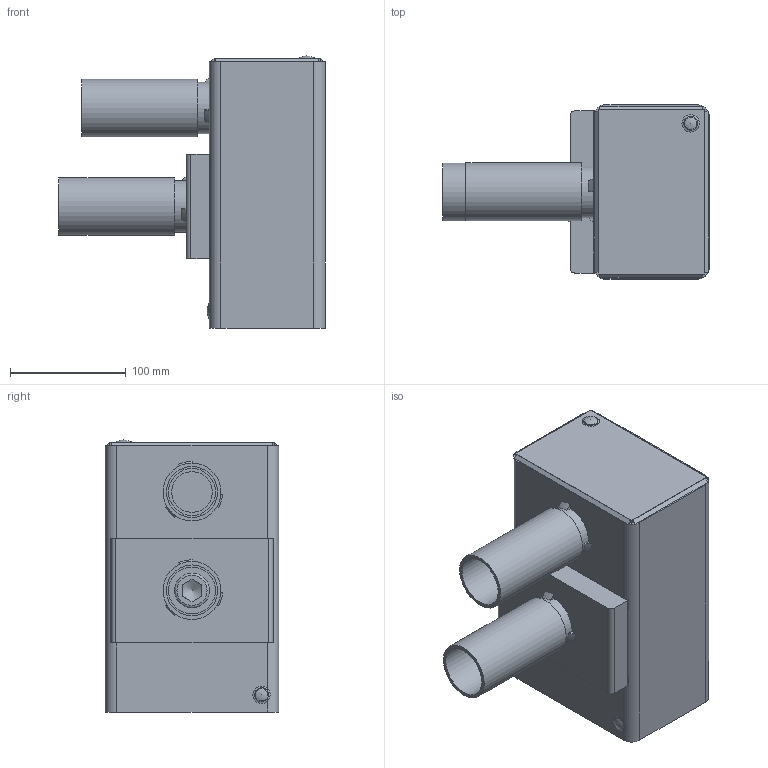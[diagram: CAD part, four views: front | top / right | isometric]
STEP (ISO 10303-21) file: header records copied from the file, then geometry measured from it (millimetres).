
FILE_DESCRIPTION(/* description */ (''),/* implementation_level */ '2;1');
FILE_NAME(/* name */ 'BWC 55-4 Komplett utsparingskasse.stp',/* time_stamp */ '2019-03-22T13:25:58+01:00',/* author */ ('Bruker'),/* organization */ (''),/* preprocessor_version */ 'ST-DEVELOPER v17',/* originating_system */ 'Autodesk Inventor 2018',/* authorisation */ '');
FILE_SCHEMA (('AUTOMOTIVE_DESIGN { 1 0 10303 214 3 1 1 }'));
Length unit declared in the file: millimetre
Products named in the file (9): BWC 55-4 Komplett utsparingskasse; BWC 55-4 Komplett utsparingskasse_1; BWC 55-4-1 Ytterrør; BWC 55-4-2 Bakplate; BWC 55-4-3 Topp-plate; BWC 55-4-4 Rør; BWC 55-4-5 PE-lettrør; Umbrako skrue M20x110; Plasttopp Ø12
Assembly tree (11 placements, depth 2):
  BWC 55-4 Komplett utsparingskasse
    BWC 55-4 Komplett utsparingskasse_1
    BWC 55-4-1 Ytterrør
    BWC 55-4-2 Bakplate
    BWC 55-4-3 Topp-plate
    BWC 55-4-4 Rør  x2
    BWC 55-4-5 PE-lettrør  x2
    Plasttopp Ø12  x2
    Umbrako skrue M20x110
Bounding box: 230 x 150 x 235 mm (x, y, z)
Volume: 964411 mm3; surface area: 371473.7 mm2
Topology: 24 solids, 24 shells, 150 faces, 308 edges, 207 vertices
Faces by surface type: plane 99, cylinder 39, cone 8, bspline 2, torus 2
Full cylindrical faces by diameter (mm): 10 x2, 12 x4, 17.5 x2, 20 x1, 30 x1, 35 x1, 40.5 x2, 44 x2, 44.5 x2, 50 x2
Entity records: 4066 total; most frequent: CARTESIAN_POINT 694, DIRECTION 673, ORIENTED_EDGE 570, EDGE_CURVE 285, AXIS2_PLACEMENT_3D 243, VERTEX_POINT 193, LINE 187, VECTOR 187
